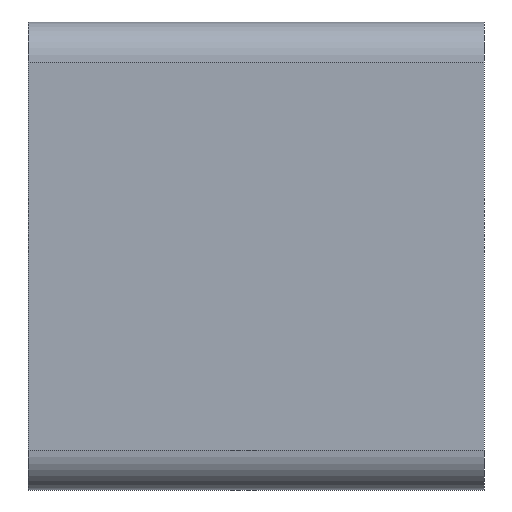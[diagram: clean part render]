
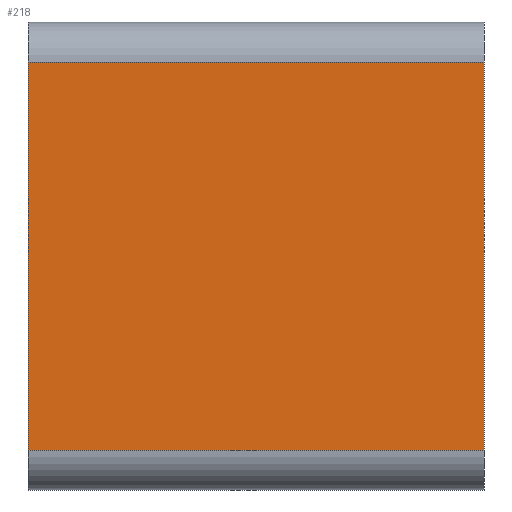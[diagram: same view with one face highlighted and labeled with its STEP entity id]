
A CAD part, front view. The second image highlights one B-rep face of the part: STEP entity #218.
In plain terms, the highlighted planar face has unit normal (0, -1, 0).
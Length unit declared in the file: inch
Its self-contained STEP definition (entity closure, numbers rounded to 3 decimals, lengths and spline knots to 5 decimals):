
#25 = EDGE_CURVE ( 'NONE', #205, #206, #128, .T. ) ;
#26 = EDGE_CURVE ( 'NONE', #205, #204, #131, .T. ) ;
#70 = CARTESIAN_POINT ( 'NONE',  ( 0., -0.58, 1.17 ) ) ;
#71 = DIRECTION ( 'NONE',  ( 0., 0., -1. ) ) ;
#72 = CARTESIAN_POINT ( 'NONE',  ( 2.28, -0.58, -0.97 ) ) ;
#73 = DIRECTION ( 'NONE',  ( 1., 0., 0. ) ) ;
#77 = CARTESIAN_POINT ( 'NONE',  ( 2.28, -0.58, 1.17 ) ) ;
#78 = DIRECTION ( 'NONE',  ( -1., 0., 0. ) ) ;
#79 = CARTESIAN_POINT ( 'NONE',  ( 2.28, -0.58, 0.97 ) ) ;
#106 = LINE ( 'NONE', #70, #109 ) ;
#108 = LINE ( 'NONE', #72, #127 ) ;
#109 = VECTOR ( 'NONE', #71, 39.37008 ) ;
#116 = FACE_OUTER_BOUND ( 'NONE', #159, .T. ) ;
#127 = VECTOR ( 'NONE', #73, 39.37008 ) ;
#128 = LINE ( 'NONE', #79, #134 ) ;
#131 = LINE ( 'NONE', #77, #136 ) ;
#134 = VECTOR ( 'NONE', #78, 39.37008 ) ;
#136 = VECTOR ( 'NONE', #214, 39.37008 ) ;
#145 = ORIENTED_EDGE ( 'NONE', *, *, #26, .F. ) ;
#146 = ORIENTED_EDGE ( 'NONE', *, *, #25, .T. ) ;
#147 = ORIENTED_EDGE ( 'NONE', *, *, #376, .T. ) ;
#148 = ORIENTED_EDGE ( 'NONE', *, *, #377, .T. ) ;
#159 = EDGE_LOOP ( 'NONE', ( #145, #146, #147, #148 ) ) ;
#204 = VERTEX_POINT ( 'NONE', #330 ) ;
#205 = VERTEX_POINT ( 'NONE', #331 ) ;
#206 = VERTEX_POINT ( 'NONE', #332 ) ;
#208 = VERTEX_POINT ( 'NONE', #317 ) ;
#214 = DIRECTION ( 'NONE',  ( 0., 0., -1. ) ) ;
#218 = ADVANCED_FACE ( 'NONE', ( #116 ), #320, .F. ) ;
#250 = CARTESIAN_POINT ( 'NONE',  ( 2.28, -0.58, 1.17 ) ) ;
#252 = DIRECTION ( 'NONE',  ( 0., 1., 0. ) ) ;
#253 = DIRECTION ( 'NONE',  ( 0., 0., 1. ) ) ;
#275 = AXIS2_PLACEMENT_3D ( 'NONE', #250, #252, #253 ) ;
#317 = CARTESIAN_POINT ( 'NONE',  ( 0., -0.58, -0.97 ) ) ;
#320 = PLANE ( 'NONE',  #275 ) ;
#330 = CARTESIAN_POINT ( 'NONE',  ( 2.28, -0.58, -0.97 ) ) ;
#331 = CARTESIAN_POINT ( 'NONE',  ( 2.28, -0.58, 0.97 ) ) ;
#332 = CARTESIAN_POINT ( 'NONE',  ( 0., -0.58, 0.97 ) ) ;
#376 = EDGE_CURVE ( 'NONE', #206, #208, #106, .T. ) ;
#377 = EDGE_CURVE ( 'NONE', #208, #204, #108, .T. ) ;
